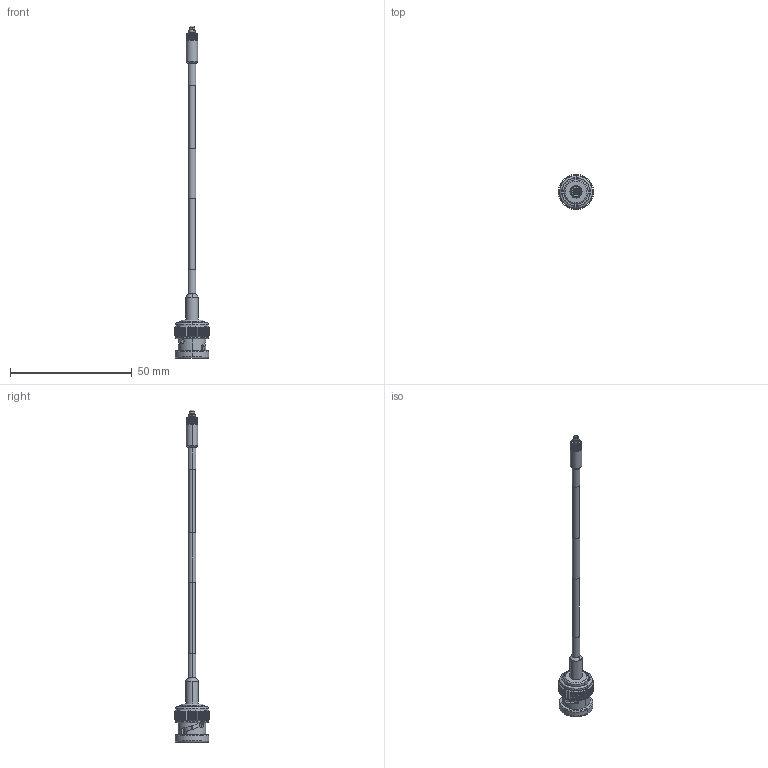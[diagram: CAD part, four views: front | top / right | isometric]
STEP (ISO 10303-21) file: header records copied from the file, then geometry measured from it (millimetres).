
FILE_DESCRIPTION (( 'STEP AP214' ), '1' );
FILE_NAME ('FMC0809315_3D.step', '2024-02-23T17:21:34', ( '' ), ( '' ), 'SwSTEP 2.0', 'SolidWorks 2022', '' );
FILE_SCHEMA (( 'AUTOMOTIVE_DESIGN' ));
Length unit declared in the file: inch
Products named in the file (5): Coax Cable^FMC0809315_RG316U; Heat Shrink^FMC0809315; FMC0809315_3D; SC6031_3D^FMC0809315; SC9513_3D^FMC0809315
Assembly tree (4 placements, depth 2):
  FMC0809315_3D
    Coax Cable^FMC0809315_RG316U
    Heat Shrink^FMC0809315
    SC6031_3D^FMC0809315
    SC9513_3D^FMC0809315
Bounding box: 14.46 x 14.46 x 136.62 mm (x, y, z)
Volume: 2770 mm3; surface area: 4006.1 mm2
Topology: 8 solids, 9 shells, 2992 faces, 6477 edges, 3521 vertices
Faces by surface type: bspline 2032, cylinder 618, plane 190, cone 148, torus 4
Entity records: 104551 total; most frequent: CARTESIAN_POINT 61901, ORIENTED_EDGE 12954, EDGE_CURVE 6477, DIRECTION 3603, VERTEX_POINT 3521, EDGE_LOOP 3018, FACE_OUTER_BOUND 2992, ADVANCED_FACE 2992
